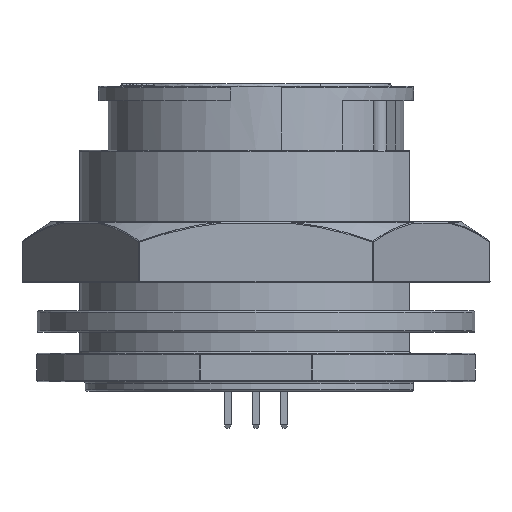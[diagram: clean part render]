
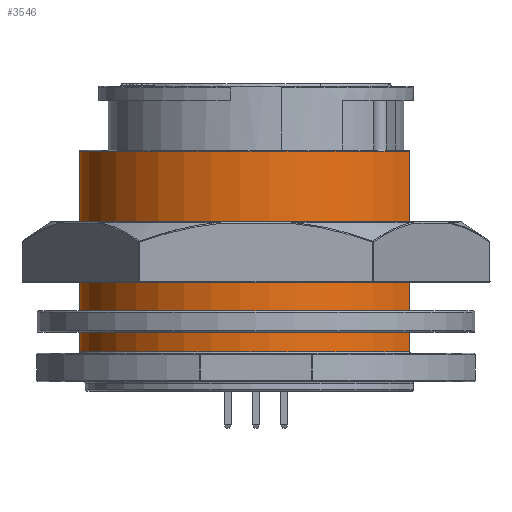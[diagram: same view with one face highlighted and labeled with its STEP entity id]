
A CAD part, front view. The second image highlights one B-rep face of the part: STEP entity #3546.
In plain terms, the highlighted cylindrical face has radius 12.485 mm (diameter 24.97 mm), a partial arc.
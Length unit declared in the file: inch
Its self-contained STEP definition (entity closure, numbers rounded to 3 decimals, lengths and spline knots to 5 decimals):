
#3403=AXIS2_PLACEMENT_3D('Circle Axis2P3D',#3401,#3402,$) ;
#3519=AXIS2_PLACEMENT_3D('Cylinder Axis2P3D',#3516,#3517,#3518) ;
#3530=AXIS2_PLACEMENT_3D('Circle Axis2P3D',#3528,#3529,$) ;
#3401=CARTESIAN_POINT('Axis2P3D Location',(0.,0.,0.08268)) ;
#3405=CARTESIAN_POINT('Vertex',(0.42803,-0.24165,0.08268)) ;
#3407=CARTESIAN_POINT('Vertex',(-0.49154,0.,0.08268)) ;
#3516=CARTESIAN_POINT('Axis2P3D Location',(0.,0.,0.36181)) ;
#3521=CARTESIAN_POINT('Line Origine',(0.42803,-0.24165,0.36181)) ;
#3525=CARTESIAN_POINT('Vertex',(0.42803,-0.24165,0.64094)) ;
#3528=CARTESIAN_POINT('Axis2P3D Location',(0.,0.,0.64094)) ;
#3532=CARTESIAN_POINT('Vertex',(-0.49154,0.,0.64094)) ;
#3535=CARTESIAN_POINT('Line Origine',(-0.49154,0.,0.36181)) ;
#3402=DIRECTION('Axis2P3D Direction',(0.,-0.,0.039)) ;
#3517=DIRECTION('Axis2P3D Direction',(0.,0.,0.039)) ;
#3518=DIRECTION('Axis2P3D XDirection',(0.039,0.,0.)) ;
#3522=DIRECTION('Vector Direction',(0.,0.,0.039)) ;
#3529=DIRECTION('Axis2P3D Direction',(0.,0.,0.039)) ;
#3536=DIRECTION('Vector Direction',(0.,0.,0.039)) ;
#3523=VECTOR('Line Direction',#3522,0.03937) ;
#3537=VECTOR('Line Direction',#3536,0.03937) ;
#3541=ORIENTED_EDGE('',*,*,#3527,.F.) ;
#3542=ORIENTED_EDGE('',*,*,#3534,.F.) ;
#3543=ORIENTED_EDGE('',*,*,#3539,.F.) ;
#3544=ORIENTED_EDGE('',*,*,#3409,.F.) ;
#3546=ADVANCED_FACE('PartBody',(#3545),#3520,.T.) ;
#3404=CIRCLE('generated circle',#3403,0.49154) ;
#3531=CIRCLE('generated circle',#3530,0.49154) ;
#3520=CYLINDRICAL_SURFACE('generated cylinder',#3519,0.49154) ;
#3409=EDGE_CURVE('',#3406,#3408,#3404,.F.) ;
#3527=EDGE_CURVE('',#3526,#3406,#3524,.F.) ;
#3534=EDGE_CURVE('',#3533,#3526,#3531,.T.) ;
#3539=EDGE_CURVE('',#3408,#3533,#3538,.T.) ;
#3540=EDGE_LOOP('',(#3541,#3542,#3543,#3544)) ;
#3545=FACE_OUTER_BOUND('',#3540,.T.) ;
#3524=LINE('Line',#3521,#3523) ;
#3538=LINE('Line',#3535,#3537) ;
#3406=VERTEX_POINT('',#3405) ;
#3408=VERTEX_POINT('',#3407) ;
#3526=VERTEX_POINT('',#3525) ;
#3533=VERTEX_POINT('',#3532) ;
